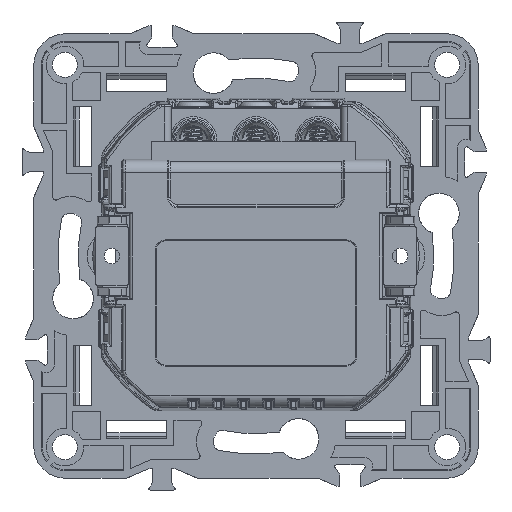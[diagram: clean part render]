
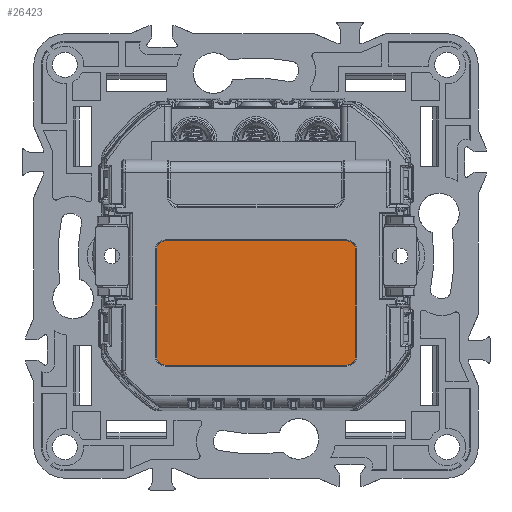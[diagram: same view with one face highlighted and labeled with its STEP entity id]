
A CAD part, front view. The second image highlights one B-rep face of the part: STEP entity #26423.
In plain terms, the highlighted planar face has unit normal (0, -1, 0).
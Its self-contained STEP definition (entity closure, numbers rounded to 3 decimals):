
#429 = DIRECTION ( 'NONE',  ( 0., -1., 0. ) ) ;
#2527 = VERTEX_POINT ( 'NONE', #41937 ) ;
#3451 = ORIENTED_EDGE ( 'NONE', *, *, #101616, .F. ) ;
#5052 = AXIS2_PLACEMENT_3D ( 'NONE', #59895, #47957, #20833 ) ;
#5554 = VERTEX_POINT ( 'NONE', #52489 ) ;
#7629 = DIRECTION ( 'NONE',  ( 1., 0., 0. ) ) ;
#9576 = DIRECTION ( 'NONE',  ( 0., 0., -1. ) ) ;
#13437 = DIRECTION ( 'NONE',  ( -1., 0., 0. ) ) ;
#13555 = VECTOR ( 'NONE', #117406, 1000. ) ;
#14433 = EDGE_LOOP ( 'NONE', ( #152984, #3451, #132429, #98267, #40453, #104052, #143756, #115119 ) ) ;
#15862 = EDGE_CURVE ( 'NONE', #148959, #28109, #31314, .T. ) ;
#16989 = AXIS2_PLACEMENT_3D ( 'NONE', #117096, #89098, #13437 ) ;
#17046 = VERTEX_POINT ( 'NONE', #128761 ) ;
#20833 = DIRECTION ( 'NONE',  ( 0., 0., -1. ) ) ;
#21489 = LINE ( 'NONE', #148972, #82470 ) ;
#21893 = CARTESIAN_POINT ( 'NONE',  ( -14.5, -29.4, 2.4 ) ) ;
#24684 = CARTESIAN_POINT ( 'NONE',  ( -14.5, -29.4, -17.4 ) ) ;
#24901 = AXIS2_PLACEMENT_3D ( 'NONE', #28454, #130429, #64207 ) ;
#24950 = EDGE_CURVE ( 'NONE', #121366, #5554, #52564, .T. ) ;
#25118 = AXIS2_PLACEMENT_3D ( 'NONE', #45832, #124024, #7629 ) ;
#26423 = ADVANCED_FACE ( 'NONE', ( #74423 ), #102413, .T. ) ;
#28109 = VERTEX_POINT ( 'NONE', #24684 ) ;
#28454 = CARTESIAN_POINT ( 'NONE',  ( 14.5, -29.4, 1. ) ) ;
#31314 = LINE ( 'NONE', #121394, #119328 ) ;
#32903 = EDGE_CURVE ( 'NONE', #17046, #121366, #49217, .T. ) ;
#33333 = CIRCLE ( 'NONE', #25118, 1.4 ) ;
#40453 = ORIENTED_EDGE ( 'NONE', *, *, #24950, .F. ) ;
#41937 = CARTESIAN_POINT ( 'NONE',  ( 15.9, -29.4, -16. ) ) ;
#43886 = CIRCLE ( 'NONE', #24901, 1.4 ) ;
#45832 = CARTESIAN_POINT ( 'NONE',  ( 14.5, -29.4, -16. ) ) ;
#47957 = DIRECTION ( 'NONE',  ( 0., 1., 0. ) ) ;
#49217 = CIRCLE ( 'NONE', #16989, 1.4 ) ;
#52489 = CARTESIAN_POINT ( 'NONE',  ( 14.5, -29.4, 2.4 ) ) ;
#52564 = LINE ( 'NONE', #152928, #78045 ) ;
#57609 = DIRECTION ( 'NONE',  ( -1., 0., 0. ) ) ;
#59105 = EDGE_CURVE ( 'NONE', #28109, #142214, #62050, .T. ) ;
#59895 = CARTESIAN_POINT ( 'NONE',  ( -14.5, -29.4, -16. ) ) ;
#62033 = DIRECTION ( 'NONE',  ( 1., 0., 0. ) ) ;
#62050 = CIRCLE ( 'NONE', #5052, 1.4 ) ;
#64174 = DIRECTION ( 'NONE',  ( 0., 0., -1. ) ) ;
#64207 = DIRECTION ( 'NONE',  ( 0., 0., 1. ) ) ;
#74423 = FACE_OUTER_BOUND ( 'NONE', #14433, .T. ) ;
#78045 = VECTOR ( 'NONE', #62033, 1000. ) ;
#82470 = VECTOR ( 'NONE', #9576, 1000. ) ;
#88275 = CARTESIAN_POINT ( 'NONE',  ( -15.9, -29.4, -16. ) ) ;
#88311 = EDGE_CURVE ( 'NONE', #142214, #17046, #145442, .T. ) ;
#89098 = DIRECTION ( 'NONE',  ( 0., 1., 0. ) ) ;
#98267 = ORIENTED_EDGE ( 'NONE', *, *, #140980, .F. ) ;
#101616 = EDGE_CURVE ( 'NONE', #2527, #148959, #33333, .T. ) ;
#102413 = PLANE ( 'NONE',  #135164 ) ;
#103481 = EDGE_CURVE ( 'NONE', #123853, #2527, #21489, .T. ) ;
#104052 = ORIENTED_EDGE ( 'NONE', *, *, #32903, .F. ) ;
#115119 = ORIENTED_EDGE ( 'NONE', *, *, #59105, .F. ) ;
#116370 = CARTESIAN_POINT ( 'NONE',  ( 14.5, -29.4, -17.4 ) ) ;
#117096 = CARTESIAN_POINT ( 'NONE',  ( -14.5, -29.4, 1. ) ) ;
#117406 = DIRECTION ( 'NONE',  ( 0., 0., 1. ) ) ;
#119328 = VECTOR ( 'NONE', #57609, 1000. ) ;
#121366 = VERTEX_POINT ( 'NONE', #21893 ) ;
#121394 = CARTESIAN_POINT ( 'NONE',  ( 14.5, -29.4, -17.4 ) ) ;
#123853 = VERTEX_POINT ( 'NONE', #126330 ) ;
#124024 = DIRECTION ( 'NONE',  ( 0., 1., 0. ) ) ;
#126330 = CARTESIAN_POINT ( 'NONE',  ( 15.9, -29.4, 1. ) ) ;
#128487 = CARTESIAN_POINT ( 'NONE',  ( -15.9, -29.4, -16. ) ) ;
#128761 = CARTESIAN_POINT ( 'NONE',  ( -15.9, -29.4, 1. ) ) ;
#130429 = DIRECTION ( 'NONE',  ( 0., 1., 0. ) ) ;
#132429 = ORIENTED_EDGE ( 'NONE', *, *, #103481, .F. ) ;
#135164 = AXIS2_PLACEMENT_3D ( 'NONE', #155065, #429, #64174 ) ;
#140980 = EDGE_CURVE ( 'NONE', #5554, #123853, #43886, .T. ) ;
#142214 = VERTEX_POINT ( 'NONE', #88275 ) ;
#143756 = ORIENTED_EDGE ( 'NONE', *, *, #88311, .F. ) ;
#145442 = LINE ( 'NONE', #128487, #13555 ) ;
#148959 = VERTEX_POINT ( 'NONE', #116370 ) ;
#148972 = CARTESIAN_POINT ( 'NONE',  ( 15.9, -29.4, 1. ) ) ;
#152928 = CARTESIAN_POINT ( 'NONE',  ( -14.5, -29.4, 2.4 ) ) ;
#152984 = ORIENTED_EDGE ( 'NONE', *, *, #15862, .F. ) ;
#155065 = CARTESIAN_POINT ( 'NONE',  ( -77., -29.4, 0. ) ) ;
